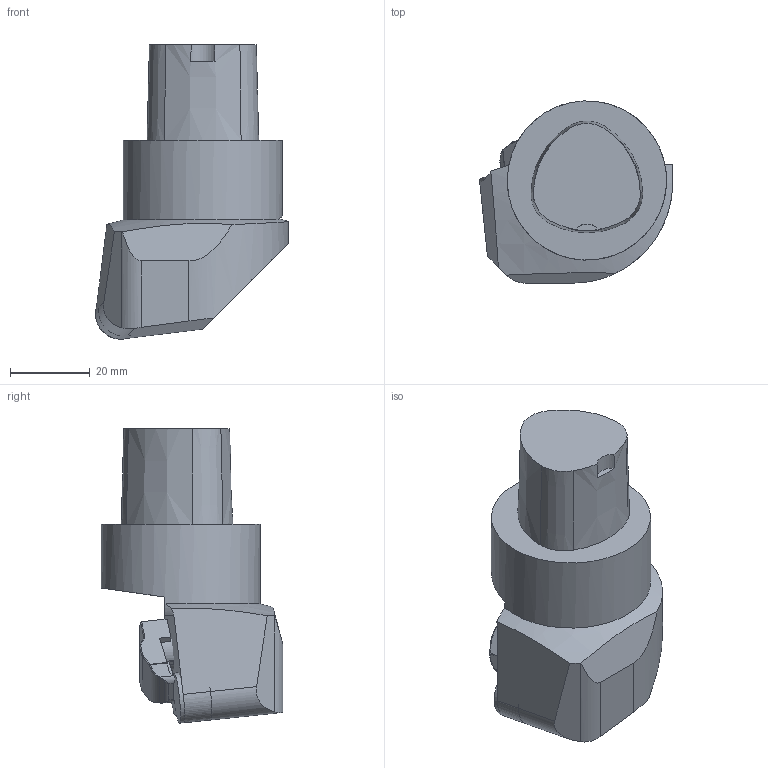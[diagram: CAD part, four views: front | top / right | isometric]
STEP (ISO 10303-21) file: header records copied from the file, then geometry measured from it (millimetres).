
FILE_DESCRIPTION(/* description */ ('3-D model version:1'),/* implementation_level */ '2;1');
FILE_NAME(/* name */ 'C4-CRSNR-27050-12ID',/* time_stamp */ '2016-01-22T15:56:23+01:00',/* author */ ('InteractiveCad'),/* organization */ ('AB Sandvik Coromant'),/* preprocessor_version */ 'ST-DEVELOPER v15',/* originating_system */ 'SIEMENS PLM Software NX 8.5',/* authorisation */ '');
FILE_SCHEMA (('AP203_CONFIGURATION_CONTROLLED_3D_DESIGN_OF_MECHANICAL_PARTS_AND_ASSEMBLIES_MIM_LF { 1 0 10303 403 2 1 2}'));
Length unit declared in the file: millimetre
Products named in the file (1): C4_CRSNR_27050_12ID_SIM
Bounding box: 48.48 x 45.69 x 73.98 mm (x, y, z)
Volume: 67336.7 mm3; surface area: 12764.1 mm2
Topology: 3 solids, 4 shells, 115 faces, 294 edges, 183 vertices
Faces by surface type: plane 52, cylinder 40, bspline 8, cone 7, torus 6, sphere 2
Full cylindrical faces by diameter (mm): 4 x1, 10 x1, 12.7 x1, 40 x1
Entity records: 3657 total; most frequent: CARTESIAN_POINT 811, DIRECTION 587, ORIENTED_EDGE 564, EDGE_CURVE 282, AXIS2_PLACEMENT_3D 221, VERTEX_POINT 180, LINE 145, VECTOR 145
